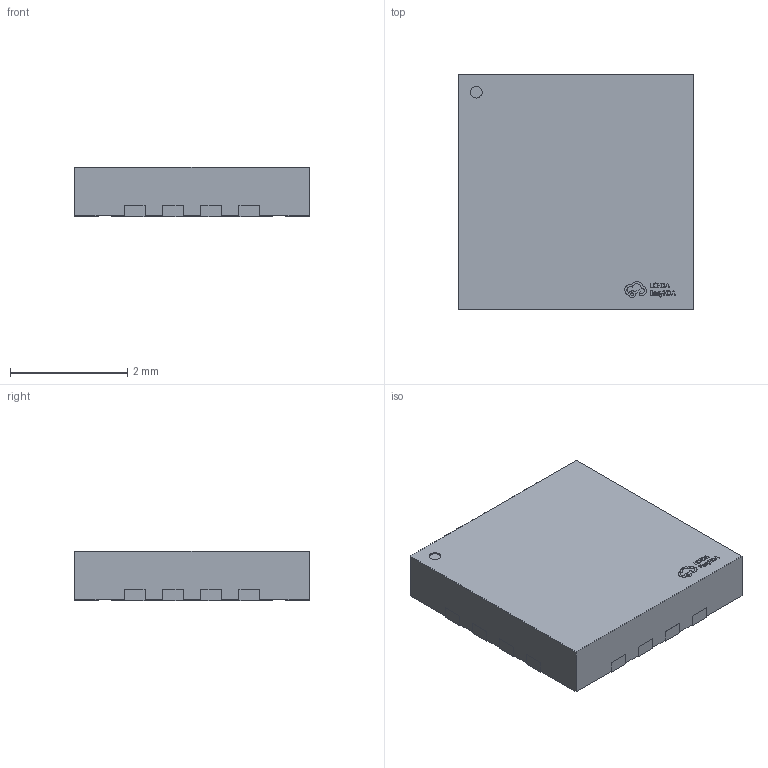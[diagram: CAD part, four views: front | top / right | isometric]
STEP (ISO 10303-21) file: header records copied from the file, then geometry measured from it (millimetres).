
FILE_DESCRIPTION (( 'STEP AP214' ), '1' );
FILE_NAME ('WQFN-16_L4.0-W4.0-P0.65-TL-EP2.8.step', '2022-07-15T04:22:44', ( '' ), ( '' ), 'SwSTEP 2.0', 'SolidWorks 2020', '' );
FILE_SCHEMA (( 'AUTOMOTIVE_DESIGN' ));
Length unit declared in the file: millimetre
Products named in the file (1): WQFN-16_L4.0-W4.0-P0.65-TL-EP2.8
Bounding box: 4 x 4 x 0.85 mm (x, y, z)
Volume: 13.5 mm3; surface area: 46.1 mm2
Topology: 14 solids, 14 shells, 433 faces, 1188 edges, 792 vertices
Faces by surface type: plane 287, bspline 112, cylinder 34
Entity records: 19133 total; most frequent: CARTESIAN_POINT 4518, ORIENTED_EDGE 2376, DIRECTION 1672, EDGE_CURVE 1188, VECTOR 892, LINE 892, VERTEX_POINT 792, EDGE_LOOP 454
